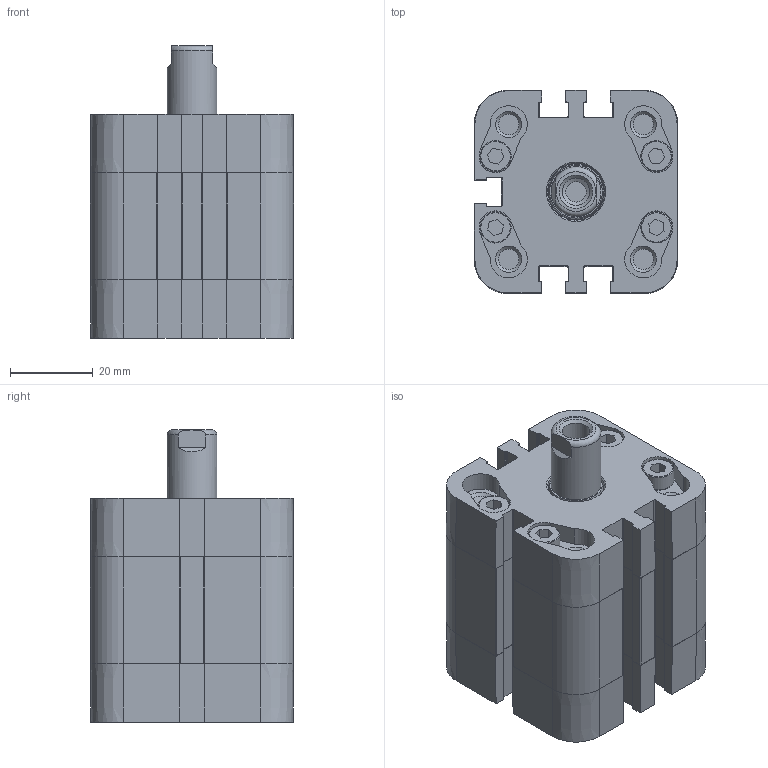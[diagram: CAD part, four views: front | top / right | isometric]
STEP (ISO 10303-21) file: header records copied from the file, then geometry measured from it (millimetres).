
FILE_DESCRIPTION((''),'2;1');
FILE_NAME('PSEM032.010.GS.F.stp','2014-02-05T11:22:07',('carlo.corazza'),(''),'Autodesk Inventor 2012','Autodesk Inventor 2012','');
FILE_SCHEMA(('AUTOMOTIVE_DESIGN { 1 0 10303 214 1 1 1 1 }'));
Length unit declared in the file: millimetre
Products named in the file (5): PSEM032..GS.F; TP; TA; CORPO-010; STELO-010
Assembly tree (4 placements, depth 2):
  PSEM032..GS.F
    TP
    TA
    CORPO-010
    STELO-010
Bounding box: 49 x 49 x 70.5 mm (x, y, z)
Volume: 89366.8 mm3; surface area: 35365.9 mm2
Topology: 4 solids, 12 shells, 716 faces, 1844 edges, 1210 vertices
Faces by surface type: plane 345, cylinder 175, bspline 116, torus 46, cone 34
Full cylindrical faces by diameter (mm): 2.5 x2, 4.917 x1, 5.2 x8, 6.647 x1, 7.5 x8, 8.566 x2, 9 x1, 12 x1, 12.54 x1, 13.7 x1, 14 x1, 16.32 x1, 16.5 x1, 32 x1
Entity records: 23248 total; most frequent: CARTESIAN_POINT 5750, ORIENTED_EDGE 3498, DIRECTION 3142, EDGE_CURVE 1749, VERTEX_POINT 1193, VECTOR 1054, LINE 1054, AXIS2_PLACEMENT_3D 1044
